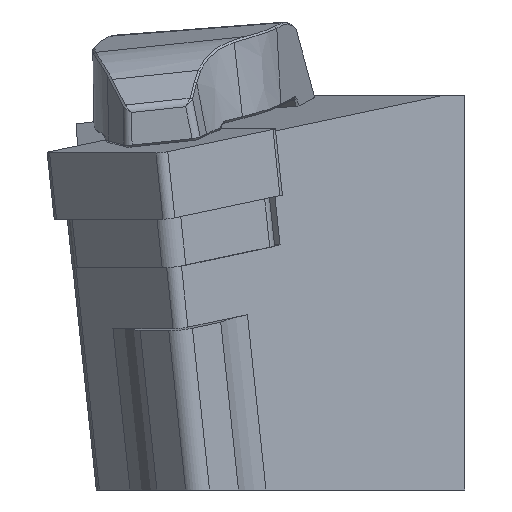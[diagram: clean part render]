
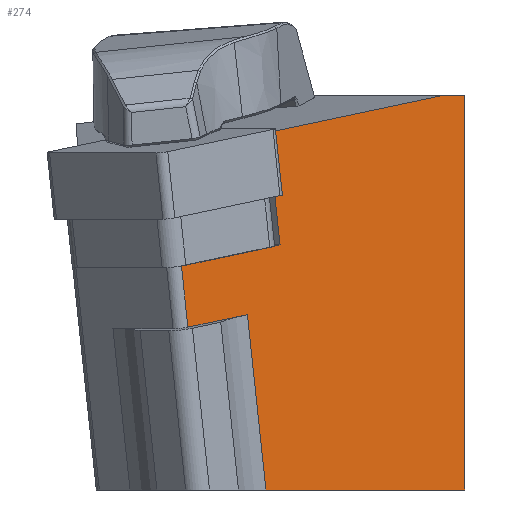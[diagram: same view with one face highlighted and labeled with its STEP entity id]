
A CAD part, left-side view. The second image highlights one B-rep face of the part: STEP entity #274.
In plain terms, the highlighted planar face has unit normal (-0.707, -0.707, 0).
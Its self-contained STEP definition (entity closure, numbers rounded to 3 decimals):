
#274=ADVANCED_FACE('',(#461),#400,.T.);
#400=PLANE('',#2232);
#461=FACE_OUTER_BOUND('',#587,.T.);
#587=EDGE_LOOP('',(#745,#746,#747,#748,#749,#750,#751,#752,#753,#754));
#745=ORIENTED_EDGE('',*,*,#1574,.T.);
#746=ORIENTED_EDGE('',*,*,#1566,.F.);
#747=ORIENTED_EDGE('',*,*,#1573,.T.);
#748=ORIENTED_EDGE('',*,*,#1594,.T.);
#749=ORIENTED_EDGE('',*,*,#1595,.T.);
#750=ORIENTED_EDGE('',*,*,#1596,.T.);
#751=ORIENTED_EDGE('',*,*,#1597,.T.);
#752=ORIENTED_EDGE('',*,*,#1598,.F.);
#753=ORIENTED_EDGE('',*,*,#1599,.F.);
#754=ORIENTED_EDGE('',*,*,#1600,.T.);
#1362=VERTEX_POINT('',#2913);
#1363=VERTEX_POINT('',#2915);
#1367=VERTEX_POINT('',#2927);
#1368=VERTEX_POINT('',#2931);
#1387=VERTEX_POINT('',#2983);
#1388=VERTEX_POINT('',#2985);
#1389=VERTEX_POINT('',#2987);
#1390=VERTEX_POINT('',#2989);
#1391=VERTEX_POINT('',#2991);
#1392=VERTEX_POINT('',#2993);
#1566=EDGE_CURVE('',#1362,#1363,#1890,.T.);
#1573=EDGE_CURVE('',#1362,#1367,#1895,.T.);
#1574=EDGE_CURVE('',#1368,#1363,#1896,.T.);
#1594=EDGE_CURVE('',#1367,#1387,#1913,.T.);
#1595=EDGE_CURVE('',#1387,#1388,#1914,.T.);
#1596=EDGE_CURVE('',#1388,#1389,#1915,.T.);
#1597=EDGE_CURVE('',#1389,#1390,#1916,.T.);
#1598=EDGE_CURVE('',#1391,#1390,#1917,.T.);
#1599=EDGE_CURVE('',#1392,#1391,#1918,.T.);
#1600=EDGE_CURVE('',#1392,#1368,#1919,.T.);
#1890=LINE('',#2914,#2058);
#1895=LINE('',#2928,#2063);
#1896=LINE('',#2930,#2064);
#1913=LINE('',#2982,#2081);
#1914=LINE('',#2984,#2082);
#1915=LINE('',#2986,#2083);
#1916=LINE('',#2988,#2084);
#1917=LINE('',#2990,#2085);
#1918=LINE('',#2992,#2086);
#1919=LINE('',#2994,#2087);
#2058=VECTOR('',#2400,1.);
#2063=VECTOR('',#2413,1.);
#2064=VECTOR('',#2416,1.);
#2081=VECTOR('',#2437,1.);
#2082=VECTOR('',#2438,1.);
#2083=VECTOR('',#2439,1.);
#2084=VECTOR('',#2440,1.);
#2085=VECTOR('',#2441,1.);
#2086=VECTOR('',#2442,1.);
#2087=VECTOR('',#2443,1.);
#2232=AXIS2_PLACEMENT_3D('',#2995,#2444,#2445);
#2400=DIRECTION('',(-0.105,0.105,0.989));
#2413=DIRECTION('',(-0.699,0.699,-0.148));
#2416=DIRECTION('',(-0.699,0.699,-0.148));
#2437=DIRECTION('',(-0.699,0.699,-0.148));
#2438=DIRECTION('',(0.105,-0.105,-0.989));
#2439=DIRECTION('',(0.699,-0.699,0.148));
#2440=DIRECTION('',(0.105,-0.105,-0.989));
#2441=DIRECTION('',(-0.707,0.707,0.));
#2442=DIRECTION('',(0.,0.,-1.));
#2443=DIRECTION('',(-0.707,0.707,0.));
#2444=DIRECTION('',(-0.707,-0.707,0.));
#2445=DIRECTION('',(-0.707,0.707,0.));
#2913=CARTESIAN_POINT('',(12.428,17.554,-8.736));
#2914=CARTESIAN_POINT('',(13.044,16.938,-14.561));
#2915=CARTESIAN_POINT('',(11.299,18.683,1.956));
#2927=CARTESIAN_POINT('',(11.867,18.115,-8.854));
#2928=CARTESIAN_POINT('',(2.926,27.056,-10.744));
#2930=CARTESIAN_POINT('',(-40.724,70.706,-9.04));
#2931=CARTESIAN_POINT('',(28.069,1.913,5.5));
#2982=CARTESIAN_POINT('',(2.926,27.056,-10.744));
#2983=CARTESIAN_POINT('',(3.066,26.916,-10.715));
#2984=CARTESIAN_POINT('',(3.682,26.3,-16.54));
#2985=CARTESIAN_POINT('',(3.682,26.3,-16.54));
#2986=CARTESIAN_POINT('',(24.767,5.215,-12.083));
#2987=CARTESIAN_POINT('',(9.33,20.652,-15.346));
#2988=CARTESIAN_POINT('',(4.104,25.878,34.105));
#2989=CARTESIAN_POINT('',(11.09,18.892,-32.));
#2990=CARTESIAN_POINT('',(188.145,-158.163,-32.));
#2991=CARTESIAN_POINT('',(29.982,0.,-32.));
#2992=CARTESIAN_POINT('',(29.982,0.,22.986));
#2993=CARTESIAN_POINT('',(29.982,0.,5.5));
#2994=CARTESIAN_POINT('',(190.691,-160.709,5.5));
#2995=CARTESIAN_POINT('',(190.691,-160.709,22.986));
